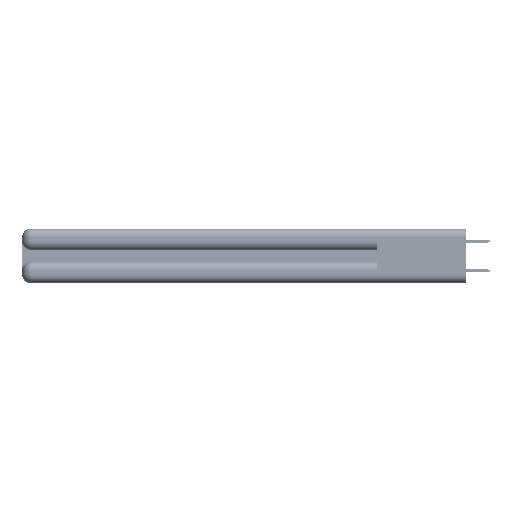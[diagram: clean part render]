
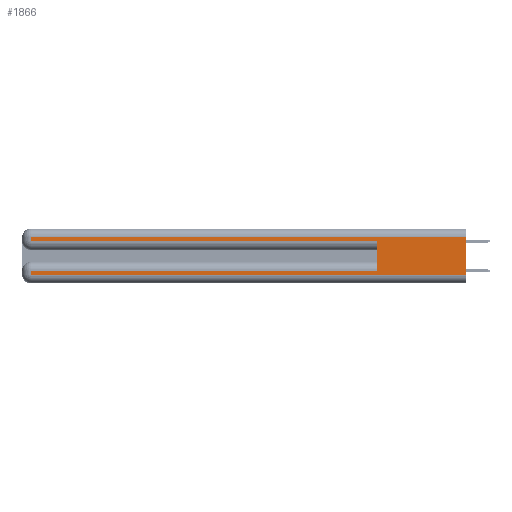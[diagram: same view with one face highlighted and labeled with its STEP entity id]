
A CAD part, left-side view. The second image highlights one B-rep face of the part: STEP entity #1866.
In plain terms, the highlighted planar face has unit normal (-1, 0, 0).
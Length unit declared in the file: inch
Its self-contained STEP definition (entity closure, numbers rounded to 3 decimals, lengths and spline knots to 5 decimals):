
#598 = EDGE_CURVE ( 'NONE', #3451, #6559, #41352, .T. ) ;
#740 = LINE ( 'NONE', #1739, #32926 ) ;
#961 = VECTOR ( 'NONE', #40841, 39.37008 ) ;
#1739 = CARTESIAN_POINT ( 'NONE',  ( 0., 0., 0.085 ) ) ;
#1866 = ADVANCED_FACE ( 'NONE', ( #20629 ), #50668, .F. ) ;
#3451 = VERTEX_POINT ( 'NONE', #52969 ) ;
#3695 = DIRECTION ( 'NONE',  ( 0., -1., 0. ) ) ;
#3706 = VERTEX_POINT ( 'NONE', #43801 ) ;
#3760 = ORIENTED_EDGE ( 'NONE', *, *, #27752, .F. ) ;
#4213 = VECTOR ( 'NONE', #27074, 39.37008 ) ;
#5686 = CARTESIAN_POINT ( 'NONE',  ( 0., 0., 0.06 ) ) ;
#6262 = VECTOR ( 'NONE', #12393, 39.37008 ) ;
#6450 = ORIENTED_EDGE ( 'NONE', *, *, #34160, .T. ) ;
#6559 = VERTEX_POINT ( 'NONE', #54616 ) ;
#8301 = LINE ( 'NONE', #53151, #4213 ) ;
#8739 = LINE ( 'NONE', #47751, #42316 ) ;
#9249 = CARTESIAN_POINT ( 'NONE',  ( 0., 2.94, 0.37 ) ) ;
#12393 = DIRECTION ( 'NONE',  ( 0., 0., -1. ) ) ;
#12527 = LINE ( 'NONE', #23222, #961 ) ;
#12591 = VERTEX_POINT ( 'NONE', #42460 ) ;
#13989 = CARTESIAN_POINT ( 'NONE',  ( 0., 2.94, 0.31 ) ) ;
#14621 = VECTOR ( 'NONE', #45792, 39.37008 ) ;
#16671 = VECTOR ( 'NONE', #3695, 39.37008 ) ;
#16725 = ORIENTED_EDGE ( 'NONE', *, *, #598, .T. ) ;
#18064 = DIRECTION ( 'NONE',  ( 0., 0., -1. ) ) ;
#18109 = EDGE_CURVE ( 'NONE', #3706, #48512, #740, .T. ) ;
#20629 = FACE_OUTER_BOUND ( 'NONE', #54422, .T. ) ;
#20734 = EDGE_CURVE ( 'NONE', #34823, #3451, #23676, .T. ) ;
#20989 = ORIENTED_EDGE ( 'NONE', *, *, #44997, .T. ) ;
#22700 = EDGE_CURVE ( 'NONE', #3706, #6559, #39294, .T. ) ;
#23222 = CARTESIAN_POINT ( 'NONE',  ( 0., 0., 0.37 ) ) ;
#23676 = LINE ( 'NONE', #9249, #45559 ) ;
#24573 = CARTESIAN_POINT ( 'NONE',  ( 0., 0., 0.37 ) ) ;
#27074 = DIRECTION ( 'NONE',  ( 0., 1., 0. ) ) ;
#27205 = ORIENTED_EDGE ( 'NONE', *, *, #20734, .T. ) ;
#27752 = EDGE_CURVE ( 'NONE', #12591, #33593, #12527, .T. ) ;
#28971 = DIRECTION ( 'NONE',  ( 0., 0., -1. ) ) ;
#29499 = LINE ( 'NONE', #38655, #6262 ) ;
#30846 = EDGE_CURVE ( 'NONE', #44309, #33593, #8739, .T. ) ;
#32127 = ORIENTED_EDGE ( 'NONE', *, *, #18109, .T. ) ;
#32896 = ORIENTED_EDGE ( 'NONE', *, *, #30846, .T. ) ;
#32926 = VECTOR ( 'NONE', #45507, 39.37008 ) ;
#33593 = VERTEX_POINT ( 'NONE', #5686 ) ;
#34160 = EDGE_CURVE ( 'NONE', #12591, #34823, #8301, .T. ) ;
#34306 = CARTESIAN_POINT ( 'NONE',  ( 0., 0., 0.285 ) ) ;
#34823 = VERTEX_POINT ( 'NONE', #13989 ) ;
#38655 = CARTESIAN_POINT ( 'NONE',  ( 0., 2.94, 0.37 ) ) ;
#39294 = LINE ( 'NONE', #41439, #14621 ) ;
#40841 = DIRECTION ( 'NONE',  ( 0., 0., -1. ) ) ;
#40943 = ORIENTED_EDGE ( 'NONE', *, *, #22700, .F. ) ;
#41352 = LINE ( 'NONE', #34306, #16671 ) ;
#41439 = CARTESIAN_POINT ( 'NONE',  ( 0., 0.6, 0.145 ) ) ;
#42316 = VECTOR ( 'NONE', #52058, 39.37008 ) ;
#42352 = CARTESIAN_POINT ( 'NONE',  ( 0., 2.94, 0.085 ) ) ;
#42460 = CARTESIAN_POINT ( 'NONE',  ( 0., 0., 0.31 ) ) ;
#43801 = CARTESIAN_POINT ( 'NONE',  ( 0., 0.6, 0.085 ) ) ;
#44309 = VERTEX_POINT ( 'NONE', #51233 ) ;
#44997 = EDGE_CURVE ( 'NONE', #48512, #44309, #29499, .T. ) ;
#45507 = DIRECTION ( 'NONE',  ( 0., 1., 0. ) ) ;
#45559 = VECTOR ( 'NONE', #18064, 39.37008 ) ;
#45792 = DIRECTION ( 'NONE',  ( 0., 0., 1. ) ) ;
#47751 = CARTESIAN_POINT ( 'NONE',  ( 0., 0., 0.06 ) ) ;
#48512 = VERTEX_POINT ( 'NONE', #42352 ) ;
#49260 = AXIS2_PLACEMENT_3D ( 'NONE', #24573, #55008, #28971 ) ;
#50668 = PLANE ( 'NONE',  #49260 ) ;
#51233 = CARTESIAN_POINT ( 'NONE',  ( 0., 2.94, 0.06 ) ) ;
#52058 = DIRECTION ( 'NONE',  ( 0., -1., 0. ) ) ;
#52969 = CARTESIAN_POINT ( 'NONE',  ( 0., 2.94, 0.285 ) ) ;
#53151 = CARTESIAN_POINT ( 'NONE',  ( 0., 0., 0.31 ) ) ;
#54422 = EDGE_LOOP ( 'NONE', ( #3760, #6450, #27205, #16725, #40943, #32127, #20989, #32896 ) ) ;
#54616 = CARTESIAN_POINT ( 'NONE',  ( 0., 0.6, 0.285 ) ) ;
#55008 = DIRECTION ( 'NONE',  ( 1., 0., 0. ) ) ;
